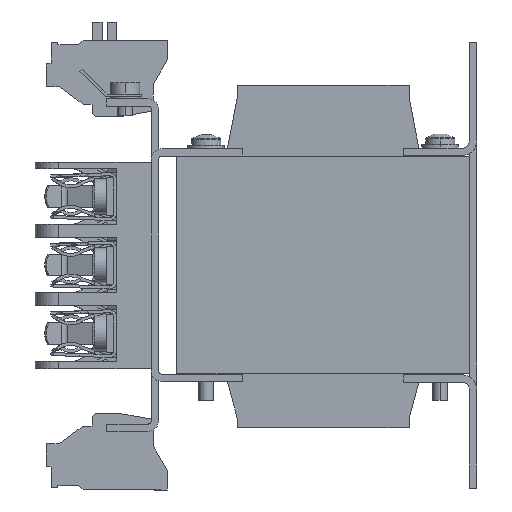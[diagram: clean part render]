
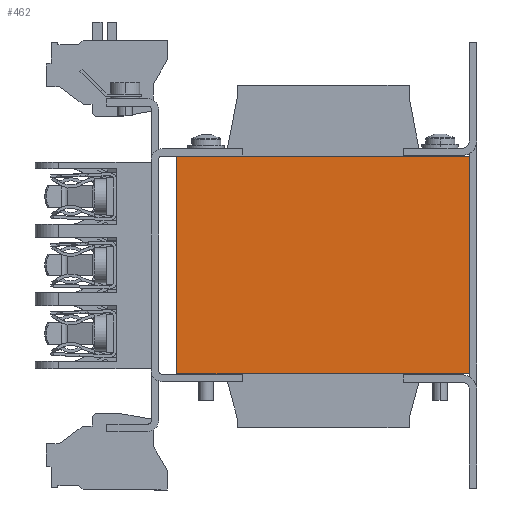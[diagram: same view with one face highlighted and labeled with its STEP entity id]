
A CAD part, left-side view. The second image highlights one B-rep face of the part: STEP entity #462.
In plain terms, the highlighted planar face has unit normal (-1, 0, 0).
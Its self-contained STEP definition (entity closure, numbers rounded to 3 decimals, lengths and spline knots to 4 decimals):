
#462 = ADVANCED_FACE ( 'NONE', ( #49449 ), #45492, .F. ) ;
#2464 = CARTESIAN_POINT ( 'NONE',  ( -1.8898, 0., 1.1713 ) ) ;
#3902 = DIRECTION ( 'NONE',  ( 0., -1., 0. ) ) ;
#7430 = CARTESIAN_POINT ( 'NONE',  ( -1.8898, 1.5748, -1.1713 ) ) ;
#8893 = EDGE_CURVE ( 'NONE', #17530, #44428, #32202, .T. ) ;
#9414 = VERTEX_POINT ( 'NONE', #7430 ) ;
#10099 = VECTOR ( 'NONE', #3902, 39.3701 ) ;
#12528 = CARTESIAN_POINT ( 'NONE',  ( -1.8898, 1.5748, 1.1713 ) ) ;
#12579 = DIRECTION ( 'NONE',  ( 1., 0., 0. ) ) ;
#14908 = EDGE_CURVE ( 'NONE', #9414, #17530, #28835, .T. ) ;
#15618 = DIRECTION ( 'NONE',  ( 0., 0., 1. ) ) ;
#17530 = VERTEX_POINT ( 'NONE', #26032 ) ;
#17869 = ORIENTED_EDGE ( 'NONE', *, *, #42248, .T. ) ;
#19682 = CARTESIAN_POINT ( 'NONE',  ( -1.8898, -1.5748, -1.1713 ) ) ;
#20763 = LINE ( 'NONE', #42442, #10099 ) ;
#23449 = CARTESIAN_POINT ( 'NONE',  ( -1.8898, 0., 1.1713 ) ) ;
#24141 = ORIENTED_EDGE ( 'NONE', *, *, #14908, .F. ) ;
#24416 = DIRECTION ( 'NONE',  ( 0., 0., 1. ) ) ;
#24422 = VECTOR ( 'NONE', #24416, 39.3701 ) ;
#26032 = CARTESIAN_POINT ( 'NONE',  ( -1.8898, 1.5748, 1.1713 ) ) ;
#26445 = CARTESIAN_POINT ( 'NONE',  ( -1.8898, -1.5748, 1.1713 ) ) ;
#28835 = LINE ( 'NONE', #12528, #48346 ) ;
#31351 = ORIENTED_EDGE ( 'NONE', *, *, #8893, .F. ) ;
#32202 = LINE ( 'NONE', #23449, #54268 ) ;
#33396 = DIRECTION ( 'NONE',  ( 0., 0., -1. ) ) ;
#40629 = VERTEX_POINT ( 'NONE', #19682 ) ;
#41203 = DIRECTION ( 'NONE',  ( 0., -1., 0. ) ) ;
#42248 = EDGE_CURVE ( 'NONE', #40629, #44428, #54252, .T. ) ;
#42442 = CARTESIAN_POINT ( 'NONE',  ( -1.8898, 0., -1.1713 ) ) ;
#43043 = ORIENTED_EDGE ( 'NONE', *, *, #50719, .T. ) ;
#44428 = VERTEX_POINT ( 'NONE', #26445 ) ;
#45492 = PLANE ( 'NONE',  #55242 ) ;
#48346 = VECTOR ( 'NONE', #15618, 39.3701 ) ;
#49204 = CARTESIAN_POINT ( 'NONE',  ( -1.8898, -1.5748, 1.1713 ) ) ;
#49449 = FACE_OUTER_BOUND ( 'NONE', #53812, .T. ) ;
#50719 = EDGE_CURVE ( 'NONE', #9414, #40629, #20763, .T. ) ;
#53812 = EDGE_LOOP ( 'NONE', ( #17869, #31351, #24141, #43043 ) ) ;
#54252 = LINE ( 'NONE', #49204, #24422 ) ;
#54268 = VECTOR ( 'NONE', #41203, 39.3701 ) ;
#55242 = AXIS2_PLACEMENT_3D ( 'NONE', #2464, #12579, #33396 ) ;
